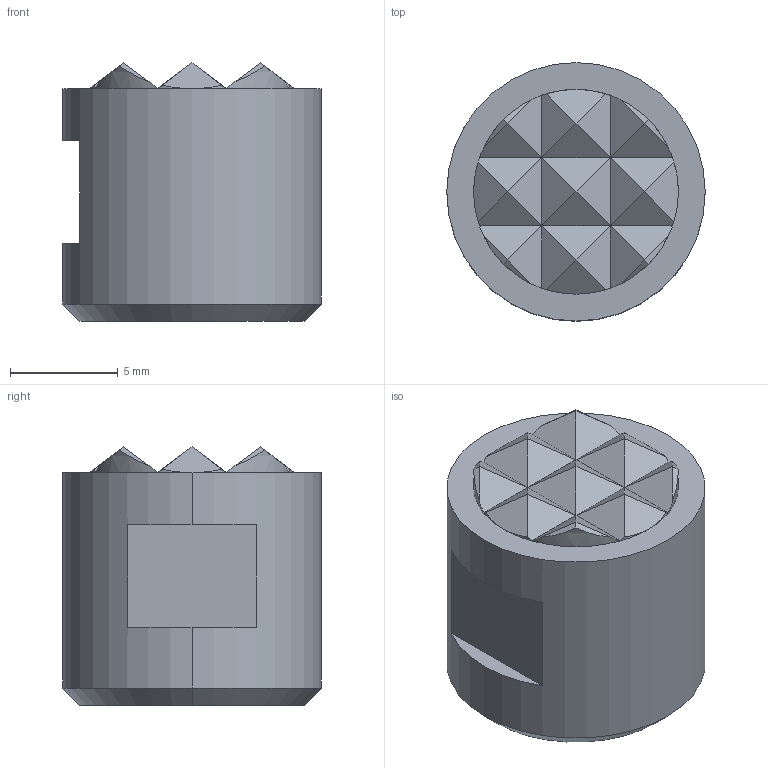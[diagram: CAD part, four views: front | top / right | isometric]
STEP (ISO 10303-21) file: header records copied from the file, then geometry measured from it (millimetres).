
FILE_DESCRIPTION(('STEP AP214'),'1');
FILE_NAME(' ',' ',('TraceParts'),('TraceParts S.A.'),'XStep 1.0',' ',' ');
FILE_SCHEMA(('automotive_design'));
Length unit declared in the file: millimetre
Products named in the file (1): 1
Bounding box: 12 x 12 x 12 mm (x, y, z)
Volume: 1106 mm3; surface area: 758.2 mm2
Topology: 1 solids, 1 shells, 62 faces, 123 edges, 65 vertices
Faces by surface type: plane 42, cylinder 16, cone 4
Entity records: 3021 total; most frequent: DIRECTION 311, STYLED_ITEM 251, PRESENTATION_STYLE_ASSIGNMENT 251, CARTESIAN_POINT 251, COLOUR_RGB 251, ORIENTED_EDGE 246, AXIS2_PLACEMENT_3D 125, EDGE_CURVE 123
